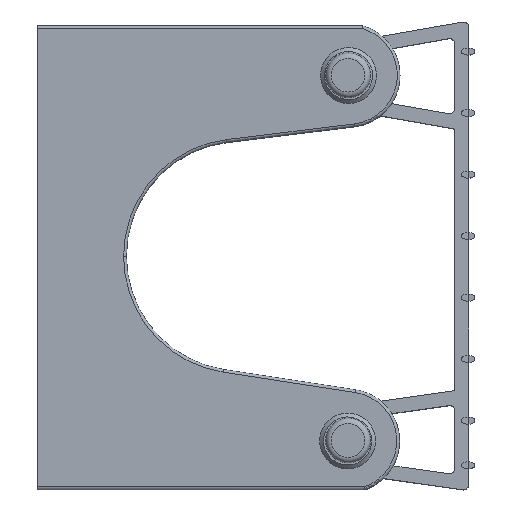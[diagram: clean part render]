
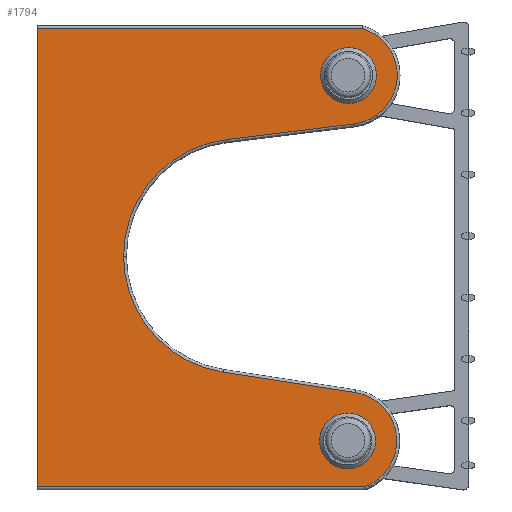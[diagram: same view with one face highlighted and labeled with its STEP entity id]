
A CAD part, top view. The second image highlights one B-rep face of the part: STEP entity #1794.
In plain terms, the highlighted planar face has unit normal (0, 0, 1).
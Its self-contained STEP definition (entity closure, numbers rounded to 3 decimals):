
#769=CARTESIAN_POINT('',(151.014,426.5,-10.));
#770=VERTEX_POINT('',#769);
#778=CARTESIAN_POINT('',(151.014,508.5,-10.));
#779=VERTEX_POINT('',#778);
#780=CARTESIAN_POINT('',(151.014,508.5,-10.));
#781=DIRECTION('',(0.,-1.,0.));
#782=VECTOR('',#781,82.);
#783=LINE('',#780,#782);
#784=EDGE_CURVE('',#779,#770,#783,.T.);
#1119=CARTESIAN_POINT('',(209.163,508.5,-10.));
#1120=VERTEX_POINT('',#1119);
#1143=CARTESIAN_POINT('',(209.163,508.5,-10.));
#1144=DIRECTION('',(-1.,0.,0.));
#1145=VECTOR('',#1144,58.149);
#1146=LINE('',#1143,#1145);
#1147=EDGE_CURVE('',#1120,#779,#1146,.T.);
#1157=CARTESIAN_POINT('',(207.755,491.423,-10.));
#1158=VERTEX_POINT('',#1157);
#1185=CARTESIAN_POINT('',(206.686,500.108,-10.));
#1186=DIRECTION('',(-0.,-0.,1.));
#1187=DIRECTION('',(-1.,0.,0.));
#1188=AXIS2_PLACEMENT_3D('',#1185,#1186,#1187);
#1189=CIRCLE('',#1188,8.75);
#1190=EDGE_CURVE('',#1158,#1120,#1189,.T.);
#1200=CARTESIAN_POINT('',(184.929,488.613,-10.));
#1201=VERTEX_POINT('',#1200);
#1218=CARTESIAN_POINT('',(184.929,488.613,-10.));
#1219=DIRECTION('',(0.993,0.122,0.));
#1220=VECTOR('',#1219,22.999);
#1221=LINE('',#1218,#1220);
#1222=EDGE_CURVE('',#1201,#1158,#1221,.T.);
#1232=CARTESIAN_POINT('',(166.495,467.77,-10.));
#1233=VERTEX_POINT('',#1232);
#1251=CARTESIAN_POINT('',(187.495,467.77,-10.));
#1252=DIRECTION('',(0.,0.,-1.));
#1253=DIRECTION('',(-1.,0.,0.));
#1254=AXIS2_PLACEMENT_3D('',#1251,#1252,#1253);
#1255=CIRCLE('',#1254,21.);
#1256=EDGE_CURVE('',#1233,#1201,#1255,.T.);
#1266=CARTESIAN_POINT('',(207.932,443.379,-10.));
#1267=VERTEX_POINT('',#1266);
#1285=CARTESIAN_POINT('',(184.302,447.014,-10.));
#1286=VERTEX_POINT('',#1285);
#1294=CARTESIAN_POINT('',(207.932,443.379,-10.));
#1295=DIRECTION('',(-0.988,0.152,-0.));
#1296=VECTOR('',#1295,23.908);
#1297=LINE('',#1294,#1296);
#1298=EDGE_CURVE('',#1267,#1286,#1297,.T.);
#1308=CARTESIAN_POINT('',(209.571,426.5,-10.));
#1309=VERTEX_POINT('',#1308);
#1342=CARTESIAN_POINT('',(206.601,434.73,-10.));
#1343=DIRECTION('',(-0.,-0.,1.));
#1344=DIRECTION('',(-1.,0.,0.));
#1345=AXIS2_PLACEMENT_3D('',#1342,#1343,#1344);
#1346=CIRCLE('',#1345,8.75);
#1347=EDGE_CURVE('',#1309,#1267,#1346,.T.);
#1365=CARTESIAN_POINT('',(151.014,426.5,-10.));
#1366=DIRECTION('',(1.,0.,-0.));
#1367=VECTOR('',#1366,58.557);
#1368=LINE('',#1365,#1367);
#1369=EDGE_CURVE('',#770,#1309,#1368,.T.);
#1732=CARTESIAN_POINT('',(0.,0.,-10.));
#1733=DIRECTION('',(0.,0.,-1.));
#1734=DIRECTION('',(0.,1.,0.));
#1735=AXIS2_PLACEMENT_3D('',#1732,#1733,#1734);
#1736=PLANE('',#1735);
#1737=CARTESIAN_POINT('',(203.601,434.73,-10.));
#1738=VERTEX_POINT('',#1737);
#1739=CARTESIAN_POINT('',(209.601,434.73,-10.));
#1740=VERTEX_POINT('',#1739);
#1741=CARTESIAN_POINT('',(206.601,434.73,-10.));
#1742=DIRECTION('',(0.,0.,-1.));
#1743=DIRECTION('',(-1.,0.,0.));
#1744=AXIS2_PLACEMENT_3D('',#1741,#1742,#1743);
#1745=CIRCLE('',#1744,3.);
#1746=EDGE_CURVE('',#1738,#1740,#1745,.T.);
#1747=ORIENTED_EDGE('',*,*,#1746,.T.);
#1748=CARTESIAN_POINT('',(206.601,434.73,-10.));
#1749=DIRECTION('',(0.,0.,-1.));
#1750=DIRECTION('',(-1.,0.,0.));
#1751=AXIS2_PLACEMENT_3D('',#1748,#1749,#1750);
#1752=CIRCLE('',#1751,3.);
#1753=EDGE_CURVE('',#1740,#1738,#1752,.T.);
#1754=ORIENTED_EDGE('',*,*,#1753,.T.);
#1755=EDGE_LOOP('',(#1747,#1754));
#1756=FACE_BOUND('',#1755,.T.);
#1757=ORIENTED_EDGE('',*,*,#1190,.T.);
#1758=ORIENTED_EDGE('',*,*,#1147,.T.);
#1759=ORIENTED_EDGE('',*,*,#784,.T.);
#1760=ORIENTED_EDGE('',*,*,#1369,.T.);
#1761=ORIENTED_EDGE('',*,*,#1347,.T.);
#1762=ORIENTED_EDGE('',*,*,#1298,.T.);
#1763=CARTESIAN_POINT('',(187.495,467.77,-10.));
#1764=DIRECTION('',(0.,0.,-1.));
#1765=DIRECTION('',(-1.,0.,0.));
#1766=AXIS2_PLACEMENT_3D('',#1763,#1764,#1765);
#1767=CIRCLE('',#1766,21.);
#1768=EDGE_CURVE('',#1286,#1233,#1767,.T.);
#1769=ORIENTED_EDGE('',*,*,#1768,.T.);
#1770=ORIENTED_EDGE('',*,*,#1256,.T.);
#1771=ORIENTED_EDGE('',*,*,#1222,.T.);
#1772=EDGE_LOOP('',(#1757,#1758,#1759,#1760,#1761,#1762,#1769,#1770,#1771));
#1773=FACE_BOUND('',#1772,.T.);
#1774=CARTESIAN_POINT('',(203.686,500.108,-10.));
#1775=VERTEX_POINT('',#1774);
#1776=CARTESIAN_POINT('',(209.686,500.108,-10.));
#1777=VERTEX_POINT('',#1776);
#1778=CARTESIAN_POINT('',(206.686,500.108,-10.));
#1779=DIRECTION('',(0.,0.,-1.));
#1780=DIRECTION('',(-1.,0.,0.));
#1781=AXIS2_PLACEMENT_3D('',#1778,#1779,#1780);
#1782=CIRCLE('',#1781,3.);
#1783=EDGE_CURVE('',#1775,#1777,#1782,.T.);
#1784=ORIENTED_EDGE('',*,*,#1783,.T.);
#1785=CARTESIAN_POINT('',(206.686,500.108,-10.));
#1786=DIRECTION('',(0.,0.,-1.));
#1787=DIRECTION('',(-1.,0.,0.));
#1788=AXIS2_PLACEMENT_3D('',#1785,#1786,#1787);
#1789=CIRCLE('',#1788,3.);
#1790=EDGE_CURVE('',#1777,#1775,#1789,.T.);
#1791=ORIENTED_EDGE('',*,*,#1790,.T.);
#1792=EDGE_LOOP('',(#1784,#1791));
#1793=FACE_BOUND('',#1792,.T.);
#1794=ADVANCED_FACE('',(#1756,#1773,#1793),#1736,.F.);
